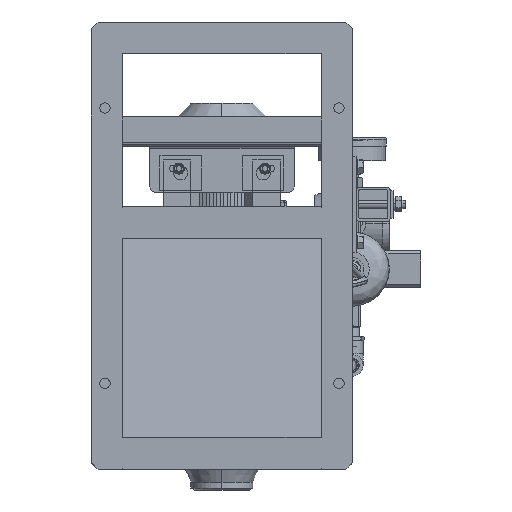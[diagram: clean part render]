
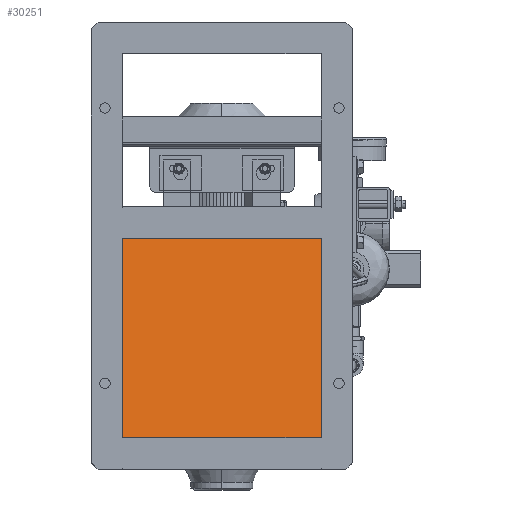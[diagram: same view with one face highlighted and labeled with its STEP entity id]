
A CAD part, front view. The second image highlights one B-rep face of the part: STEP entity #30251.
In plain terms, the highlighted planar face has unit normal (0, -0.985, 0.17).
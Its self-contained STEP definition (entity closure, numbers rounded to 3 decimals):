
#1412 = EDGE_CURVE ( 'NONE', #10127, #85041, #99573, .T. ) ;
#4354 = CARTESIAN_POINT ( 'NONE',  ( 144., -252.985, -78.657 ) ) ;
#5467 = EDGE_CURVE ( 'NONE', #31584, #10127, #8907, .T. ) ;
#7014 = VERTEX_POINT ( 'NONE', #28101 ) ;
#7064 = CARTESIAN_POINT ( 'NONE',  ( -144., -252.985, -78.657 ) ) ;
#8907 = LINE ( 'NONE', #76512, #83293 ) ;
#10127 = VERTEX_POINT ( 'NONE', #4354 ) ;
#28101 = CARTESIAN_POINT ( 'NONE',  ( -144., -202.985, 211. ) ) ;
#28455 = ORIENTED_EDGE ( 'NONE', *, *, #5467, .F. ) ;
#30251 = ADVANCED_FACE ( 'NONE', ( #45694 ), #41900, .F. ) ;
#31455 = EDGE_LOOP ( 'NONE', ( #93342, #39595, #74775, #28455 ) ) ;
#31584 = VERTEX_POINT ( 'NONE', #49049 ) ;
#37095 = DIRECTION ( 'NONE',  ( -1., 0., 0. ) ) ;
#39595 = ORIENTED_EDGE ( 'NONE', *, *, #55801, .T. ) ;
#41900 = PLANE ( 'NONE',  #45779 ) ;
#43784 = CARTESIAN_POINT ( 'NONE',  ( -144., -252.985, -78.657 ) ) ;
#45694 = FACE_OUTER_BOUND ( 'NONE', #31455, .T. ) ;
#45779 = AXIS2_PLACEMENT_3D ( 'NONE', #67681, #100111, #51278 ) ;
#49049 = CARTESIAN_POINT ( 'NONE',  ( 144., -202.985, 211. ) ) ;
#49466 = LINE ( 'NONE', #53534, #70206 ) ;
#51278 = DIRECTION ( 'NONE',  ( 0., 0.17, 0.985 ) ) ;
#52869 = DIRECTION ( 'NONE',  ( 0., -0.17, -0.985 ) ) ;
#53534 = CARTESIAN_POINT ( 'NONE',  ( 144., -202.985, 211. ) ) ;
#55801 = EDGE_CURVE ( 'NONE', #7014, #85041, #99310, .T. ) ;
#67681 = CARTESIAN_POINT ( 'NONE',  ( 144., -252.985, -78.657 ) ) ;
#70206 = VECTOR ( 'NONE', #37095, 1000. ) ;
#73646 = EDGE_CURVE ( 'NONE', #31584, #7014, #49466, .T. ) ;
#74775 = ORIENTED_EDGE ( 'NONE', *, *, #1412, .F. ) ;
#74895 = DIRECTION ( 'NONE',  ( 0., -0.17, -0.985 ) ) ;
#76512 = CARTESIAN_POINT ( 'NONE',  ( 144., -252.985, -78.657 ) ) ;
#80960 = CARTESIAN_POINT ( 'NONE',  ( 144., -252.985, -78.657 ) ) ;
#83293 = VECTOR ( 'NONE', #52869, 1000. ) ;
#85041 = VERTEX_POINT ( 'NONE', #43784 ) ;
#93342 = ORIENTED_EDGE ( 'NONE', *, *, #73646, .T. ) ;
#95439 = VECTOR ( 'NONE', #74895, 1000. ) ;
#99310 = LINE ( 'NONE', #7064, #95439 ) ;
#99573 = LINE ( 'NONE', #80960, #107369 ) ;
#100111 = DIRECTION ( 'NONE',  ( 0., 0.985, -0.17 ) ) ;
#106759 = DIRECTION ( 'NONE',  ( -1., 0., 0. ) ) ;
#107369 = VECTOR ( 'NONE', #106759, 1000. ) ;
